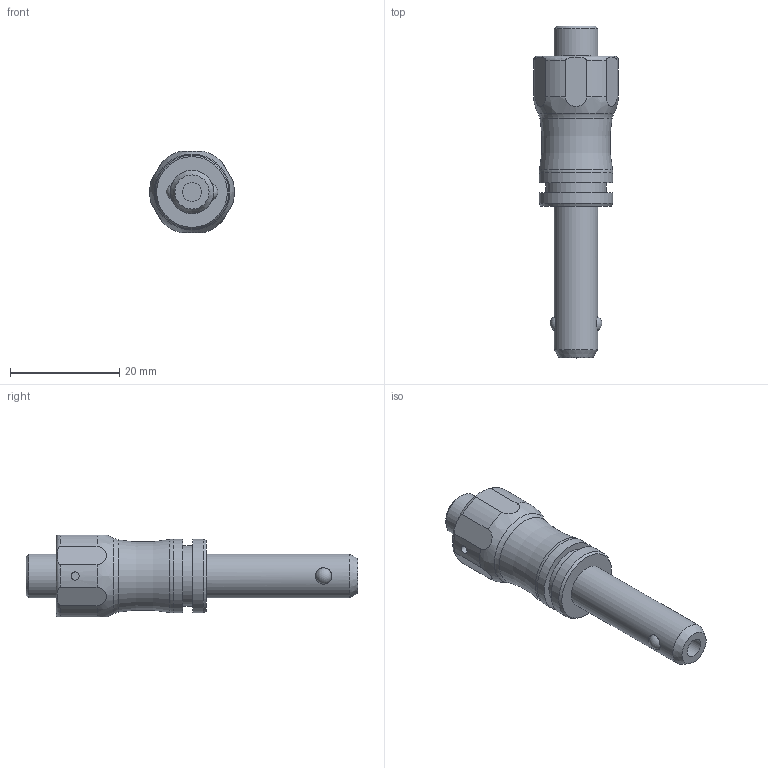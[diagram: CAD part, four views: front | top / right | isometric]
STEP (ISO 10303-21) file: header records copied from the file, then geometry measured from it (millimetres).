
FILE_DESCRIPTION( ( 'STEP AP214' ), '1' );
FILE_NAME( 'K0790.0015080200.stp', '2020-12-04T12:14:39', ( '' ), ( '' ), ' ', 'PARTsolutions', ' ' );
FILE_SCHEMA( ( 'AUTOMOTIVE_DESIGN { 1 0 10303 214 1 1 1 1 }' ) );
Length unit declared in the file: millimetre
Products named in the file (1): _K0790.0015080200
Bounding box: 15.5 x 60.8 x 15 mm (x, y, z)
Volume: 5495 mm3; surface area: 3744.9 mm2
Topology: 1 solids, 1 shells, 50 faces, 107 edges, 69 vertices
Faces by surface type: cylinder 20, plane 18, cone 5, torus 4, sphere 2, bspline 1
Full cylindrical faces by diameter (mm): 1.5 x2, 1.96 x1, 3.48 x2, 3.5 x1, 8 x3, 11 x1, 13.5 x2
Entity records: 2307 total; most frequent: CARTESIAN_POINT 944, DIRECTION 196, ORIENTED_EDGE 148, AXIS2_PLACEMENT_3D 92, EDGE_LOOP 90, EDGE_CURVE 74, FACE_OUTER_BOUND 69, VERTEX_POINT 64
